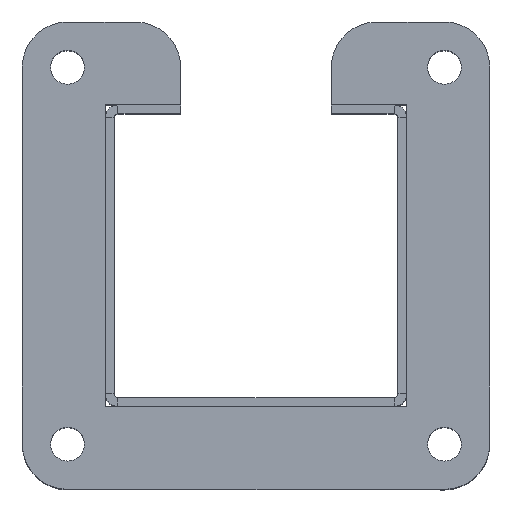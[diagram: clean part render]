
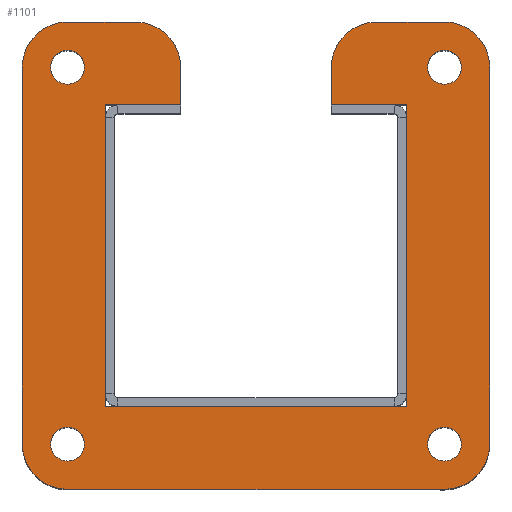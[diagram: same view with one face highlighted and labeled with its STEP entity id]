
A CAD part, top view. The second image highlights one B-rep face of the part: STEP entity #1101.
In plain terms, the highlighted planar face has unit normal (0, 0, 1).
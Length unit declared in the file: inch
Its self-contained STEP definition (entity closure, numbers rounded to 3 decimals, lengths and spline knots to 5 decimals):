
#27=FACE_BOUND('',#212,.T.);
#28=FACE_BOUND('',#213,.T.);
#29=FACE_BOUND('',#214,.T.);
#30=FACE_BOUND('',#215,.T.);
#83=PLANE('',#1203);
#145=FACE_OUTER_BOUND('',#211,.T.);
#211=EDGE_LOOP('',(#915,#916,#917,#918,#919,#920,#921,#922,#923,#924,#925,
#926,#927,#928,#929,#930,#931,#932));
#212=EDGE_LOOP('',(#933));
#213=EDGE_LOOP('',(#934));
#214=EDGE_LOOP('',(#935));
#215=EDGE_LOOP('',(#936));
#237=CIRCLE('',#1162,0.14063);
#239=CIRCLE('',#1165,0.14063);
#241=CIRCLE('',#1168,0.14063);
#243=CIRCLE('',#1171,0.14063);
#245=CIRCLE('',#1177,0.375);
#247=CIRCLE('',#1181,0.375);
#249=CIRCLE('',#1185,0.375);
#251=CIRCLE('',#1189,0.375);
#253=CIRCLE('',#1193,0.375);
#255=CIRCLE('',#1197,0.375);
#317=LINE('',#1698,#419);
#321=LINE('',#1706,#423);
#324=LINE('',#1712,#426);
#328=LINE('',#1724,#430);
#332=LINE('',#1736,#434);
#336=LINE('',#1748,#438);
#340=LINE('',#1760,#442);
#344=LINE('',#1772,#446);
#348=LINE('',#1784,#450);
#351=LINE('',#1790,#453);
#354=LINE('',#1796,#456);
#357=LINE('',#1801,#459);
#419=VECTOR('',#1407,2.5);
#423=VECTOR('',#1413,0.625);
#426=VECTOR('',#1418,0.3125);
#430=VECTOR('',#1430,0.5625);
#434=VECTOR('',#1442,3.125);
#438=VECTOR('',#1454,3.125);
#442=VECTOR('',#1466,3.125);
#446=VECTOR('',#1478,0.5625);
#450=VECTOR('',#1490,0.3125);
#453=VECTOR('',#1495,0.625);
#456=VECTOR('',#1500,2.5);
#459=VECTOR('',#1505,2.5);
#501=VERTEX_POINT('',#1676);
#503=VERTEX_POINT('',#1681);
#505=VERTEX_POINT('',#1686);
#507=VERTEX_POINT('',#1691);
#509=VERTEX_POINT('',#1696);
#510=VERTEX_POINT('',#1697);
#513=VERTEX_POINT('',#1705);
#515=VERTEX_POINT('',#1711);
#517=VERTEX_POINT('',#1717);
#519=VERTEX_POINT('',#1723);
#521=VERTEX_POINT('',#1729);
#523=VERTEX_POINT('',#1735);
#525=VERTEX_POINT('',#1741);
#527=VERTEX_POINT('',#1747);
#529=VERTEX_POINT('',#1753);
#531=VERTEX_POINT('',#1759);
#533=VERTEX_POINT('',#1765);
#535=VERTEX_POINT('',#1771);
#537=VERTEX_POINT('',#1777);
#539=VERTEX_POINT('',#1783);
#541=VERTEX_POINT('',#1789);
#543=VERTEX_POINT('',#1795);
#621=EDGE_CURVE('',#501,#501,#237,.T.);
#623=EDGE_CURVE('',#503,#503,#239,.T.);
#625=EDGE_CURVE('',#505,#505,#241,.T.);
#627=EDGE_CURVE('',#507,#507,#243,.T.);
#629=EDGE_CURVE('',#509,#510,#317,.T.);
#633=EDGE_CURVE('',#510,#513,#321,.T.);
#636=EDGE_CURVE('',#513,#515,#324,.T.);
#639=EDGE_CURVE('',#515,#517,#245,.T.);
#642=EDGE_CURVE('',#517,#519,#328,.T.);
#645=EDGE_CURVE('',#519,#521,#247,.T.);
#648=EDGE_CURVE('',#521,#523,#332,.T.);
#651=EDGE_CURVE('',#523,#525,#249,.T.);
#654=EDGE_CURVE('',#525,#527,#336,.T.);
#657=EDGE_CURVE('',#527,#529,#251,.T.);
#660=EDGE_CURVE('',#529,#531,#340,.T.);
#663=EDGE_CURVE('',#531,#533,#253,.T.);
#666=EDGE_CURVE('',#533,#535,#344,.T.);
#669=EDGE_CURVE('',#535,#537,#255,.T.);
#672=EDGE_CURVE('',#537,#539,#348,.T.);
#675=EDGE_CURVE('',#539,#541,#351,.T.);
#678=EDGE_CURVE('',#541,#543,#354,.T.);
#681=EDGE_CURVE('',#543,#509,#357,.T.);
#915=ORIENTED_EDGE('',*,*,#629,.F.);
#916=ORIENTED_EDGE('',*,*,#681,.F.);
#917=ORIENTED_EDGE('',*,*,#678,.F.);
#918=ORIENTED_EDGE('',*,*,#675,.F.);
#919=ORIENTED_EDGE('',*,*,#672,.F.);
#920=ORIENTED_EDGE('',*,*,#669,.F.);
#921=ORIENTED_EDGE('',*,*,#666,.F.);
#922=ORIENTED_EDGE('',*,*,#663,.F.);
#923=ORIENTED_EDGE('',*,*,#660,.F.);
#924=ORIENTED_EDGE('',*,*,#657,.F.);
#925=ORIENTED_EDGE('',*,*,#654,.F.);
#926=ORIENTED_EDGE('',*,*,#651,.F.);
#927=ORIENTED_EDGE('',*,*,#648,.F.);
#928=ORIENTED_EDGE('',*,*,#645,.F.);
#929=ORIENTED_EDGE('',*,*,#642,.F.);
#930=ORIENTED_EDGE('',*,*,#639,.F.);
#931=ORIENTED_EDGE('',*,*,#636,.F.);
#932=ORIENTED_EDGE('',*,*,#633,.F.);
#933=ORIENTED_EDGE('',*,*,#621,.T.);
#934=ORIENTED_EDGE('',*,*,#623,.T.);
#935=ORIENTED_EDGE('',*,*,#625,.T.);
#936=ORIENTED_EDGE('',*,*,#627,.T.);
#1101=ADVANCED_FACE('',(#145,#27,#28,#29,#30),#83,.T.);
#1162=AXIS2_PLACEMENT_3D('',#1677,#1383,#1384);
#1165=AXIS2_PLACEMENT_3D('',#1682,#1389,#1390);
#1168=AXIS2_PLACEMENT_3D('',#1687,#1395,#1396);
#1171=AXIS2_PLACEMENT_3D('',#1692,#1401,#1402);
#1177=AXIS2_PLACEMENT_3D('',#1718,#1423,#1424);
#1181=AXIS2_PLACEMENT_3D('',#1730,#1435,#1436);
#1185=AXIS2_PLACEMENT_3D('',#1742,#1447,#1448);
#1189=AXIS2_PLACEMENT_3D('',#1754,#1459,#1460);
#1193=AXIS2_PLACEMENT_3D('',#1766,#1471,#1472);
#1197=AXIS2_PLACEMENT_3D('',#1778,#1483,#1484);
#1203=AXIS2_PLACEMENT_3D('',#1803,#1507,#1508);
#1383=DIRECTION('center_axis',(0.,0.,-1.));
#1384=DIRECTION('ref_axis',(-1.,0.,0.));
#1389=DIRECTION('center_axis',(0.,0.,-1.));
#1390=DIRECTION('ref_axis',(-1.,0.,0.));
#1395=DIRECTION('center_axis',(0.,0.,-1.));
#1396=DIRECTION('ref_axis',(-1.,0.,0.));
#1401=DIRECTION('center_axis',(0.,0.,-1.));
#1402=DIRECTION('ref_axis',(-1.,0.,0.));
#1407=DIRECTION('',(0.,1.,0.));
#1413=DIRECTION('',(-1.,0.,0.));
#1418=DIRECTION('',(0.,1.,0.));
#1423=DIRECTION('center_axis',(0.,0.,-1.));
#1424=DIRECTION('ref_axis',(0.,-1.,0.));
#1430=DIRECTION('',(1.,0.,0.));
#1435=DIRECTION('center_axis',(0.,0.,-1.));
#1436=DIRECTION('ref_axis',(-1.,0.,0.));
#1442=DIRECTION('',(0.,-1.,0.));
#1447=DIRECTION('center_axis',(0.,0.,-1.));
#1448=DIRECTION('ref_axis',(0.,1.,0.));
#1454=DIRECTION('',(-1.,0.,0.));
#1459=DIRECTION('center_axis',(0.,0.,-1.));
#1460=DIRECTION('ref_axis',(1.,0.,0.));
#1466=DIRECTION('',(0.,1.,0.));
#1471=DIRECTION('center_axis',(0.,0.,-1.));
#1472=DIRECTION('ref_axis',(0.,-1.,0.));
#1478=DIRECTION('',(1.,0.,0.));
#1483=DIRECTION('center_axis',(0.,0.,-1.));
#1484=DIRECTION('ref_axis',(-1.,0.,0.));
#1490=DIRECTION('',(0.,-1.,0.));
#1495=DIRECTION('',(-1.,0.,0.));
#1500=DIRECTION('',(0.,-1.,0.));
#1505=DIRECTION('',(1.,0.,0.));
#1507=DIRECTION('center_axis',(0.,0.,1.));
#1508=DIRECTION('ref_axis',(1.,0.,0.));
#1676=CARTESIAN_POINT('',(-1.42188,1.5625,0.125));
#1677=CARTESIAN_POINT('Origin',(-1.5625,1.5625,0.125));
#1681=CARTESIAN_POINT('',(-1.42188,-1.5625,0.125));
#1682=CARTESIAN_POINT('Origin',(-1.5625,-1.5625,0.125));
#1686=CARTESIAN_POINT('',(1.70313,-1.5625,0.125));
#1687=CARTESIAN_POINT('Origin',(1.5625,-1.5625,0.125));
#1691=CARTESIAN_POINT('',(1.70313,1.5625,0.125));
#1692=CARTESIAN_POINT('Origin',(1.5625,1.5625,0.125));
#1696=CARTESIAN_POINT('',(1.25,-1.25,0.125));
#1697=CARTESIAN_POINT('',(1.25,1.25,0.125));
#1698=CARTESIAN_POINT('',(1.25,-1.25,0.125));
#1705=CARTESIAN_POINT('',(0.625,1.25,0.125));
#1706=CARTESIAN_POINT('',(1.25,1.25,0.125));
#1711=CARTESIAN_POINT('',(0.625,1.5625,0.125));
#1712=CARTESIAN_POINT('',(0.625,1.25,0.125));
#1717=CARTESIAN_POINT('',(1.,1.9375,0.125));
#1718=CARTESIAN_POINT('Origin',(1.,1.5625,0.125));
#1723=CARTESIAN_POINT('',(1.5625,1.9375,0.125));
#1724=CARTESIAN_POINT('',(1.,1.9375,0.125));
#1729=CARTESIAN_POINT('',(1.9375,1.5625,0.125));
#1730=CARTESIAN_POINT('Origin',(1.5625,1.5625,0.125));
#1735=CARTESIAN_POINT('',(1.9375,-1.5625,0.125));
#1736=CARTESIAN_POINT('',(1.9375,1.5625,0.125));
#1741=CARTESIAN_POINT('',(1.5625,-1.9375,0.125));
#1742=CARTESIAN_POINT('Origin',(1.5625,-1.5625,0.125));
#1747=CARTESIAN_POINT('',(-1.5625,-1.9375,0.125));
#1748=CARTESIAN_POINT('',(1.5625,-1.9375,0.125));
#1753=CARTESIAN_POINT('',(-1.9375,-1.5625,0.125));
#1754=CARTESIAN_POINT('Origin',(-1.5625,-1.5625,0.125));
#1759=CARTESIAN_POINT('',(-1.9375,1.5625,0.125));
#1760=CARTESIAN_POINT('',(-1.9375,-1.5625,0.125));
#1765=CARTESIAN_POINT('',(-1.5625,1.9375,0.125));
#1766=CARTESIAN_POINT('Origin',(-1.5625,1.5625,0.125));
#1771=CARTESIAN_POINT('',(-1.,1.9375,0.125));
#1772=CARTESIAN_POINT('',(-1.5625,1.9375,0.125));
#1777=CARTESIAN_POINT('',(-0.625,1.5625,0.125));
#1778=CARTESIAN_POINT('Origin',(-1.,1.5625,0.125));
#1783=CARTESIAN_POINT('',(-0.625,1.25,0.125));
#1784=CARTESIAN_POINT('',(-0.625,1.5625,0.125));
#1789=CARTESIAN_POINT('',(-1.25,1.25,0.125));
#1790=CARTESIAN_POINT('',(-0.625,1.25,0.125));
#1795=CARTESIAN_POINT('',(-1.25,-1.25,0.125));
#1796=CARTESIAN_POINT('',(-1.25,1.25,0.125));
#1801=CARTESIAN_POINT('',(-1.25,-1.25,0.125));
#1803=CARTESIAN_POINT('Origin',(0.,-0.10434,
0.125));
